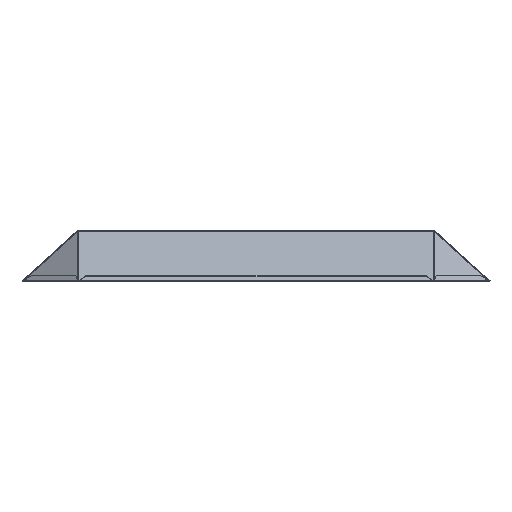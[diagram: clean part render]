
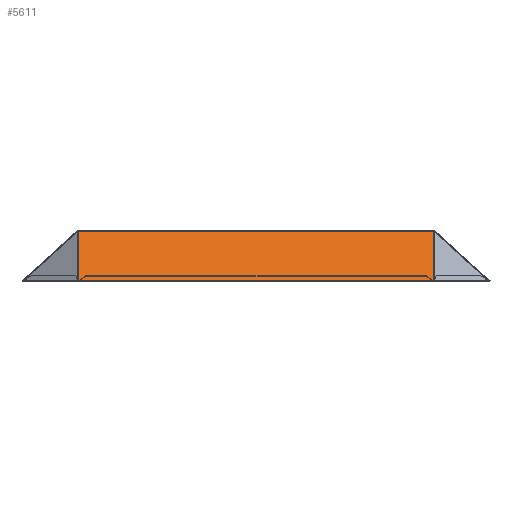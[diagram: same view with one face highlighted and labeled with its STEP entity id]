
A CAD part, left-side view. The second image highlights one B-rep face of the part: STEP entity #5611.
In plain terms, the highlighted planar face has unit normal (-0.674, 0, 0.738).
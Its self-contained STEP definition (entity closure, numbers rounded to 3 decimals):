
#530 = PLANE ( 'NONE',  #1291 ) ;
#553 = CARTESIAN_POINT ( 'NONE',  ( -318.739, -217.633, 61.591 ) ) ;
#710 = DIRECTION ( 'NONE',  ( -0.738, 0., -0.674 ) ) ;
#817 = ORIENTED_EDGE ( 'NONE', *, *, #854, .T. ) ;
#854 = EDGE_CURVE ( 'NONE', #7193, #3250, #6602, .T. ) ;
#1279 = CARTESIAN_POINT ( 'NONE',  ( -318.739, 218.633, 61.591 ) ) ;
#1284 = FACE_OUTER_BOUND ( 'NONE', #2378, .T. ) ;
#1291 = AXIS2_PLACEMENT_3D ( 'NONE', #4221, #5100, #2501 ) ;
#1668 = CARTESIAN_POINT ( 'NONE',  ( -318.739, 217.633, 61.591 ) ) ;
#1694 = VECTOR ( 'NONE', #7920, 1000. ) ;
#2056 = ORIENTED_EDGE ( 'NONE', *, *, #2061, .T. ) ;
#2061 = EDGE_CURVE ( 'NONE', #3649, #7402, #5544, .T. ) ;
#2233 = CARTESIAN_POINT ( 'NONE',  ( -318.739, -217.633, 61.591 ) ) ;
#2378 = EDGE_LOOP ( 'NONE', ( #5077, #817, #9489, #2056, #6306, #2961 ) ) ;
#2501 = DIRECTION ( 'NONE',  ( -0.738, 0., -0.674 ) ) ;
#2507 = CARTESIAN_POINT ( 'NONE',  ( -385.539, 218.633, 0.591 ) ) ;
#2534 = VECTOR ( 'NONE', #5770, 1000. ) ;
#2780 = CARTESIAN_POINT ( 'NONE',  ( -385.539, 218.633, 0.591 ) ) ;
#2961 = ORIENTED_EDGE ( 'NONE', *, *, #7919, .T. ) ;
#3132 = LINE ( 'NONE', #7792, #11097 ) ;
#3250 = VERTEX_POINT ( 'NONE', #7421 ) ;
#3324 = EDGE_CURVE ( 'NONE', #7402, #8355, #5587, .T. ) ;
#3416 = DIRECTION ( 'NONE',  ( 0., 1., 0. ) ) ;
#3439 = EDGE_CURVE ( 'NONE', #5560, #7193, #3132, .T. ) ;
#3649 = VERTEX_POINT ( 'NONE', #2233 ) ;
#3997 = LINE ( 'NONE', #7112, #1694 ) ;
#4211 = LINE ( 'NONE', #2507, #6908 ) ;
#4221 = CARTESIAN_POINT ( 'NONE',  ( -385.539, -285.8, 0.591 ) ) ;
#4837 = EDGE_CURVE ( 'NONE', #3250, #3649, #3997, .T. ) ;
#5077 = ORIENTED_EDGE ( 'NONE', *, *, #3439, .T. ) ;
#5100 = DIRECTION ( 'NONE',  ( 0.674, 0., -0.738 ) ) ;
#5138 = CARTESIAN_POINT ( 'NONE',  ( -318.739, -285.8, 61.591 ) ) ;
#5544 = LINE ( 'NONE', #553, #2534 ) ;
#5560 = VERTEX_POINT ( 'NONE', #2780 ) ;
#5587 = LINE ( 'NONE', #5138, #9003 ) ;
#5611 = ADVANCED_FACE ( 'NONE', ( #1284 ), #530, .F. ) ;
#5770 = DIRECTION ( 'NONE',  ( 0., 1., 0. ) ) ;
#6306 = ORIENTED_EDGE ( 'NONE', *, *, #3324, .T. ) ;
#6602 = LINE ( 'NONE', #10895, #8677 ) ;
#6908 = VECTOR ( 'NONE', #710, 1000. ) ;
#7112 = CARTESIAN_POINT ( 'NONE',  ( -318.739, -285.8, 61.591 ) ) ;
#7122 = DIRECTION ( 'NONE',  ( 0., -1., 0. ) ) ;
#7193 = VERTEX_POINT ( 'NONE', #11080 ) ;
#7402 = VERTEX_POINT ( 'NONE', #1668 ) ;
#7421 = CARTESIAN_POINT ( 'NONE',  ( -318.739, -218.633, 61.591 ) ) ;
#7792 = CARTESIAN_POINT ( 'NONE',  ( -385.539, -285.8, 0.591 ) ) ;
#7919 = EDGE_CURVE ( 'NONE', #8355, #5560, #4211, .T. ) ;
#7920 = DIRECTION ( 'NONE',  ( 0., 1., 0. ) ) ;
#8355 = VERTEX_POINT ( 'NONE', #1279 ) ;
#8677 = VECTOR ( 'NONE', #10975, 1000. ) ;
#9003 = VECTOR ( 'NONE', #3416, 1000. ) ;
#9489 = ORIENTED_EDGE ( 'NONE', *, *, #4837, .T. ) ;
#10895 = CARTESIAN_POINT ( 'NONE',  ( -385.539, -218.633, 0.591 ) ) ;
#10975 = DIRECTION ( 'NONE',  ( 0.738, 0., 0.674 ) ) ;
#11080 = CARTESIAN_POINT ( 'NONE',  ( -385.539, -218.633, 0.591 ) ) ;
#11097 = VECTOR ( 'NONE', #7122, 1000. ) ;
